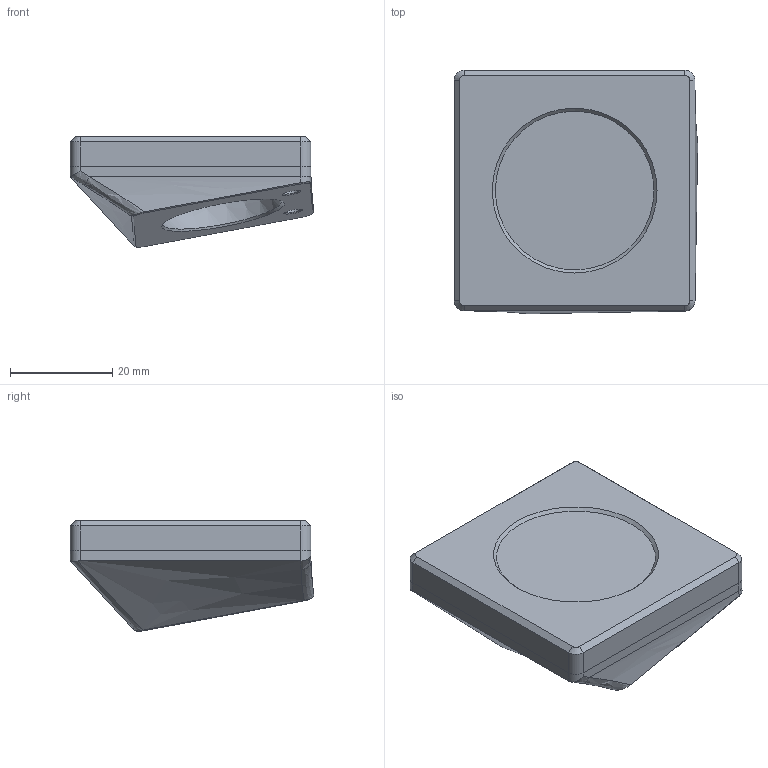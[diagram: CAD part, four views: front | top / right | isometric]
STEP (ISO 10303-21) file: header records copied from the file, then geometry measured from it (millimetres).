
FILE_DESCRIPTION(/* description */ (''),/* implementation_level */ '2;1');
FILE_NAME(/* name */ 'Angled Cirque Bracket mk3 v12.step',/* time_stamp */ '2024-08-24T13:45:14-07:00',/* author */ (''),/* organization */ (''),/* preprocessor_version */ 'ST-DEVELOPER v20',/* originating_system */ 'Autodesk Translation Framework v13.14.0.145',/* authorisation */ '');
FILE_SCHEMA (('AUTOMOTIVE_DESIGN { 1 0 10303 214 3 1 1 }'));
Length unit declared in the file: millimetre
Products named in the file (6): Angled Cirque Bracket mk3; Trackpad; Clamshell; Bezel; Support; Bracket
Assembly tree (5 placements, depth 3):
  Angled Cirque Bracket mk3
    Trackpad
    Clamshell
      Bezel
      Support
      Bracket
Bounding box: 47.53 x 47.53 x 21.57 mm (x, y, z)
Volume: 20677.3 mm3; surface area: 15338.9 mm2
Topology: 4 solids, 4 shells, 183 faces, 446 edges, 288 vertices
Faces by surface type: plane 127, bspline 28, cylinder 20, cone 8
Full cylindrical faces by diameter (mm): 3.3 x2, 31 x2, 35 x1, 35.4 x1
Entity records: 6184 total; most frequent: CARTESIAN_POINT 1828, ORIENTED_EDGE 892, DIRECTION 795, EDGE_CURVE 446, LINE 323, VECTOR 323, VERTEX_POINT 288, AXIS2_PLACEMENT_3D 236
